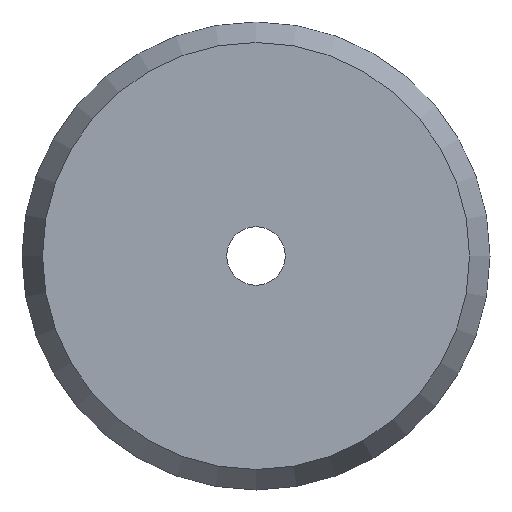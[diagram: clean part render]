
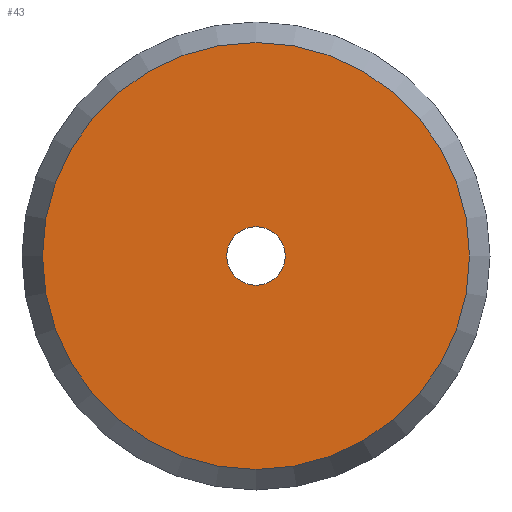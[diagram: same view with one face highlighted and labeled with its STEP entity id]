
A CAD part, front view. The second image highlights one B-rep face of the part: STEP entity #43.
In plain terms, the highlighted planar face has unit normal (0, -1, 0).
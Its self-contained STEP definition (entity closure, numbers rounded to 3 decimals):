
#43 = ADVANCED_FACE( '', ( #88, #89 ), #90, .T. );
#88 = FACE_OUTER_BOUND( '', #131, .T. );
#89 = FACE_BOUND( '', #132, .T. );
#90 = PLANE( '', #133 );
#131 = EDGE_LOOP( '', ( #178 ) );
#132 = EDGE_LOOP( '', ( #179 ) );
#133 = AXIS2_PLACEMENT_3D( '', #180, #181, #182 );
#178 = ORIENTED_EDGE( '', *, *, #215, .T. );
#179 = ORIENTED_EDGE( '', *, *, #202, .F. );
#180 = CARTESIAN_POINT( '', ( 5., 0., 0. ) );
#181 = DIRECTION( '', ( 0., -1., 0. ) );
#182 = DIRECTION( '', ( 0., 0., -1. ) );
#202 = EDGE_CURVE( '', #220, #220, #221, .T. );
#215 = EDGE_CURVE( '', #241, #241, #242, .T. );
#220 = VERTEX_POINT( '', #247 );
#221 = CIRCLE( '', #248, 5. );
#241 = VERTEX_POINT( '', #268 );
#242 = CIRCLE( '', #269, 36.5 );
#247 = CARTESIAN_POINT( '', ( 0., 0., -5. ) );
#248 = AXIS2_PLACEMENT_3D( '', #273, #274, #275 );
#268 = CARTESIAN_POINT( '', ( 0., 0., -36.5 ) );
#269 = AXIS2_PLACEMENT_3D( '', #297, #298, #299 );
#273 = CARTESIAN_POINT( '', ( 0., 0., 0. ) );
#274 = DIRECTION( '', ( 0., -1., 0. ) );
#275 = DIRECTION( '', ( 0., 0., -1. ) );
#297 = CARTESIAN_POINT( '', ( 0., 0., 0. ) );
#298 = DIRECTION( '', ( 0., -1., 0. ) );
#299 = DIRECTION( '', ( 0., 0., -1. ) );
